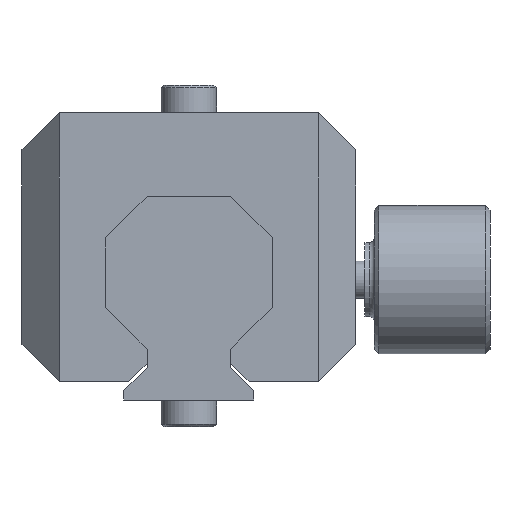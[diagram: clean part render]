
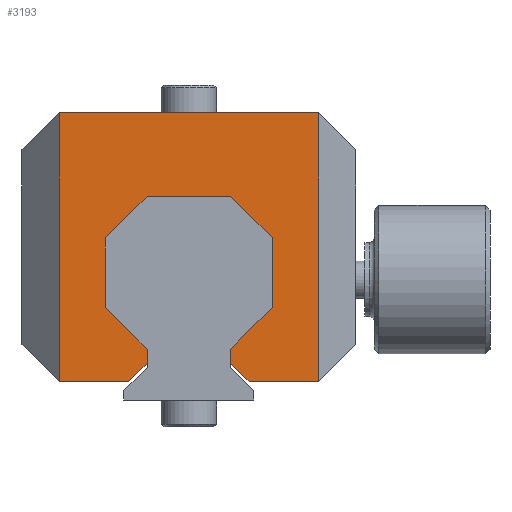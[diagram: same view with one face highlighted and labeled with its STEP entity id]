
A CAD part, front view. The second image highlights one B-rep face of the part: STEP entity #3193.
In plain terms, the highlighted face is planar.
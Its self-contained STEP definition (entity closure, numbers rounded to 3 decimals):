
#136=PLANE('',#3669);
#301=FACE_OUTER_BOUND('',#490,.T.);
#490=EDGE_LOOP('',(#2832,#2833,#2834,#2835,#2836,#2837,#2838,#2839,#2840,
#2841,#2842,#2843,#2844,#2845,#2846,#2847));
#953=LINE('',#5622,#1194);
#955=LINE('',#5626,#1196);
#956=LINE('',#5628,#1197);
#957=LINE('',#5630,#1198);
#958=LINE('',#5632,#1199);
#959=LINE('',#5634,#1200);
#960=LINE('',#5636,#1201);
#961=LINE('',#5638,#1202);
#962=LINE('',#5640,#1203);
#963=LINE('',#5642,#1204);
#964=LINE('',#5644,#1205);
#965=LINE('',#5646,#1206);
#966=LINE('',#5648,#1207);
#967=LINE('',#5650,#1208);
#968=LINE('',#5652,#1209);
#969=LINE('',#5653,#1210);
#1194=VECTOR('',#4638,10.);
#1196=VECTOR('',#4642,10.);
#1197=VECTOR('',#4643,10.);
#1198=VECTOR('',#4644,10.);
#1199=VECTOR('',#4645,10.);
#1200=VECTOR('',#4646,10.);
#1201=VECTOR('',#4647,10.);
#1202=VECTOR('',#4648,10.);
#1203=VECTOR('',#4649,10.);
#1204=VECTOR('',#4650,10.);
#1205=VECTOR('',#4651,10.);
#1206=VECTOR('',#4652,10.);
#1207=VECTOR('',#4653,10.);
#1208=VECTOR('',#4654,10.);
#1209=VECTOR('',#4655,10.);
#1210=VECTOR('',#4656,10.);
#1531=VERTEX_POINT('',#5615);
#1533=VERTEX_POINT('',#5620);
#1534=VERTEX_POINT('',#5625);
#1535=VERTEX_POINT('',#5627);
#1536=VERTEX_POINT('',#5629);
#1537=VERTEX_POINT('',#5631);
#1538=VERTEX_POINT('',#5633);
#1539=VERTEX_POINT('',#5635);
#1540=VERTEX_POINT('',#5637);
#1541=VERTEX_POINT('',#5639);
#1542=VERTEX_POINT('',#5641);
#1543=VERTEX_POINT('',#5643);
#1544=VERTEX_POINT('',#5645);
#1545=VERTEX_POINT('',#5647);
#1546=VERTEX_POINT('',#5649);
#1547=VERTEX_POINT('',#5651);
#1976=EDGE_CURVE('',#1533,#1531,#953,.T.);
#1978=EDGE_CURVE('',#1533,#1534,#955,.T.);
#1979=EDGE_CURVE('',#1534,#1535,#956,.T.);
#1980=EDGE_CURVE('',#1535,#1536,#957,.T.);
#1981=EDGE_CURVE('',#1536,#1537,#958,.T.);
#1982=EDGE_CURVE('',#1537,#1538,#959,.T.);
#1983=EDGE_CURVE('',#1538,#1539,#960,.T.);
#1984=EDGE_CURVE('',#1539,#1540,#961,.T.);
#1985=EDGE_CURVE('',#1540,#1541,#962,.T.);
#1986=EDGE_CURVE('',#1541,#1542,#963,.T.);
#1987=EDGE_CURVE('',#1542,#1543,#964,.T.);
#1988=EDGE_CURVE('',#1543,#1544,#965,.T.);
#1989=EDGE_CURVE('',#1544,#1545,#966,.T.);
#1990=EDGE_CURVE('',#1545,#1546,#967,.T.);
#1991=EDGE_CURVE('',#1547,#1546,#968,.T.);
#1992=EDGE_CURVE('',#1547,#1531,#969,.T.);
#2832=ORIENTED_EDGE('',*,*,#1976,.F.);
#2833=ORIENTED_EDGE('',*,*,#1978,.T.);
#2834=ORIENTED_EDGE('',*,*,#1979,.T.);
#2835=ORIENTED_EDGE('',*,*,#1980,.T.);
#2836=ORIENTED_EDGE('',*,*,#1981,.T.);
#2837=ORIENTED_EDGE('',*,*,#1982,.T.);
#2838=ORIENTED_EDGE('',*,*,#1983,.T.);
#2839=ORIENTED_EDGE('',*,*,#1984,.T.);
#2840=ORIENTED_EDGE('',*,*,#1985,.T.);
#2841=ORIENTED_EDGE('',*,*,#1986,.T.);
#2842=ORIENTED_EDGE('',*,*,#1987,.T.);
#2843=ORIENTED_EDGE('',*,*,#1988,.T.);
#2844=ORIENTED_EDGE('',*,*,#1989,.T.);
#2845=ORIENTED_EDGE('',*,*,#1990,.T.);
#2846=ORIENTED_EDGE('',*,*,#1991,.F.);
#2847=ORIENTED_EDGE('',*,*,#1992,.T.);
#3193=ADVANCED_FACE('',(#301),#136,.T.);
#3669=AXIS2_PLACEMENT_3D('',#5624,#4640,#4641);
#4638=DIRECTION('',(0.,0.,1.));
#4640=DIRECTION('center_axis',(0.,1.,0.));
#4641=DIRECTION('ref_axis',(0.,0.,1.));
#4642=DIRECTION('',(-1.,0.,0.));
#4643=DIRECTION('',(-0.707,0.,0.707));
#4644=DIRECTION('',(0.,0.,1.));
#4645=DIRECTION('',(0.707,0.,0.707));
#4646=DIRECTION('',(0.,0.,1.));
#4647=DIRECTION('',(-0.707,0.,0.707));
#4648=DIRECTION('',(-1.,0.,0.));
#4649=DIRECTION('',(-0.707,0.,-0.707));
#4650=DIRECTION('',(0.,0.,-1.));
#4651=DIRECTION('',(0.707,0.,-0.707));
#4652=DIRECTION('',(0.,0.,-1.));
#4653=DIRECTION('',(-0.707,0.,-0.707));
#4654=DIRECTION('',(-1.,0.,0.));
#4655=DIRECTION('',(0.,0.,-1.));
#4656=DIRECTION('',(1.,0.,0.));
#5615=CARTESIAN_POINT('',(14.,14.5,0.));
#5620=CARTESIAN_POINT('',(14.,14.5,-29.));
#5622=CARTESIAN_POINT('',(14.,14.5,-9.204));
#5624=CARTESIAN_POINT('Origin',(0.,14.5,-14.408));
#5625=CARTESIAN_POINT('',(6.5,14.5,-29.));
#5626=CARTESIAN_POINT('',(14.,14.5,-29.));
#5627=CARTESIAN_POINT('',(4.5,14.5,-27.));
#5628=CARTESIAN_POINT('',(6.5,14.5,-29.));
#5629=CARTESIAN_POINT('',(4.5,14.5,-25.456));
#5630=CARTESIAN_POINT('',(4.5,14.5,-27.));
#5631=CARTESIAN_POINT('',(9.,14.5,-20.956));
#5632=CARTESIAN_POINT('',(4.5,14.5,-25.456));
#5633=CARTESIAN_POINT('',(9.,14.5,-13.5));
#5634=CARTESIAN_POINT('',(9.,14.5,-20.956));
#5635=CARTESIAN_POINT('',(4.5,14.5,-9.));
#5636=CARTESIAN_POINT('',(9.,14.5,-13.5));
#5637=CARTESIAN_POINT('',(-4.5,14.5,-9.));
#5638=CARTESIAN_POINT('',(4.5,14.5,-9.));
#5639=CARTESIAN_POINT('',(-9.,14.5,-13.5));
#5640=CARTESIAN_POINT('',(-4.5,14.5,-9.));
#5641=CARTESIAN_POINT('',(-9.,14.5,-20.956));
#5642=CARTESIAN_POINT('',(-9.,14.5,-13.5));
#5643=CARTESIAN_POINT('',(-4.5,14.5,-25.456));
#5644=CARTESIAN_POINT('',(-9.,14.5,-20.956));
#5645=CARTESIAN_POINT('',(-4.5,14.5,-27.));
#5646=CARTESIAN_POINT('',(-4.5,14.5,-25.456));
#5647=CARTESIAN_POINT('',(-6.5,14.5,-29.));
#5648=CARTESIAN_POINT('',(-4.5,14.5,-27.));
#5649=CARTESIAN_POINT('',(-14.,14.5,-29.));
#5650=CARTESIAN_POINT('',(-6.5,14.5,-29.));
#5651=CARTESIAN_POINT('',(-14.,14.5,0.));
#5652=CARTESIAN_POINT('',(-14.,14.5,-19.704));
#5653=CARTESIAN_POINT('',(-14.,14.5,0.));
